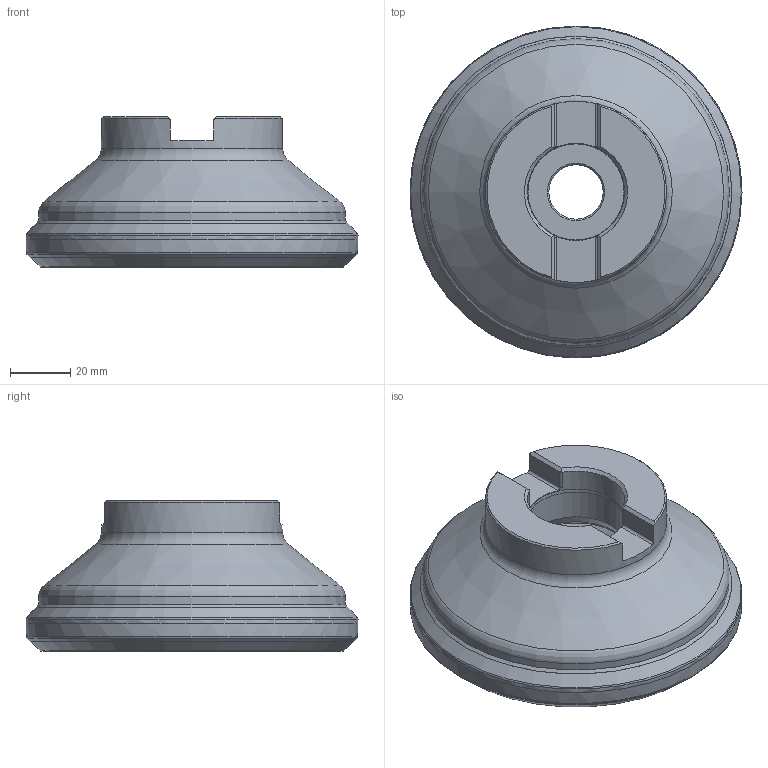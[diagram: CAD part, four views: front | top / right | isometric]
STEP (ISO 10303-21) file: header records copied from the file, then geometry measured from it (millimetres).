
FILE_DESCRIPTION(/* description */ (''),/* implementation_level */ '2;1');
FILE_NAME(/* name */ '100A08R_S45OE06Z_C_115008880ndi000_00_SIM.stp',/* time_stamp */ '2020-01-16T08:01:24+01:00',/* author */ (''),/* organization */ (''),/* preprocessor_version */ 'ST-DEVELOPER v16.7',/* originating_system */ 'SIEMENS PLM Software NX 12.0',/* authorisation */ '');
FILE_SCHEMA (('AUTOMOTIVE_DESIGN { 1 0 10303 214 3 1 1 1 }'));
Length unit declared in the file: millimetre
Products named in the file (1): hc720D2C359C6qrn
Bounding box: 109.93 x 109.93 x 50 mm (x, y, z)
Volume: 284392.7 mm3; surface area: 46661.9 mm2
Topology: 2 solids, 2 shells, 93 faces, 225 edges, 135 vertices
Faces by surface type: revolution 25, cylinder 20, cone 18, plane 15, torus 15
Full cylindrical faces by diameter (mm): 18 x1, 32.008 x1, 32.2 x1, 45.1 x1, 60 x1, 101.571 x1
Entity records: 2645 total; most frequent: CARTESIAN_POINT 775, DIRECTION 371, ORIENTED_EDGE 304, AXIS2_PLACEMENT_3D 157, EDGE_LOOP 152, EDGE_CURVE 152, FACE_BOUND 118, VERTEX_POINT 118
